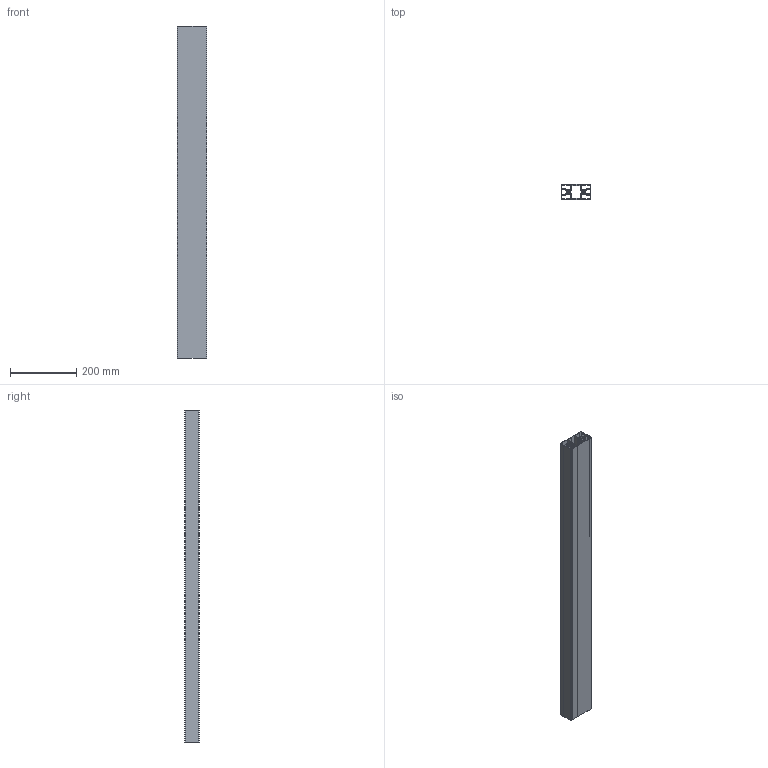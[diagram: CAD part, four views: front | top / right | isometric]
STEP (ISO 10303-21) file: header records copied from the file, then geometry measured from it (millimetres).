
FILE_DESCRIPTION(/* description */ ('PROF.45X90 0C L'),/* implementation_level */ '2;1');
FILE_NAME(/* name */ 'BPRDD0000178.stp',/* time_stamp */ '2023-07-07T15:05:25+02:00',/* author */ ('tecnico9'),/* organization */ (''),/* preprocessor_version */ 'ST-DEVELOPER v18.1',/* originating_system */ 'Autodesk Inventor 2022',/* authorisation */ '');
FILE_SCHEMA (('AUTOMOTIVE_DESIGN { 1 0 10303 214 3 1 1 }'));
Length unit declared in the file: millimetre
Products named in the file (1): BPRDD0000178
Bounding box: 90 x 45 x 1000 mm (x, y, z)
Volume: 883101.2 mm3; surface area: 889108.4 mm2
Topology: 1 solids, 1 shells, 142 faces, 420 edges, 280 vertices
Faces by surface type: plane 76, cylinder 66
Full cylindrical faces by diameter (mm): 7.2 x2
Entity records: 4855 total; most frequent: CARTESIAN_POINT 843, ORIENTED_EDGE 840, DIRECTION 838, EDGE_CURVE 420, LINE 288, VECTOR 288, VERTEX_POINT 280, AXIS2_PLACEMENT_3D 275
